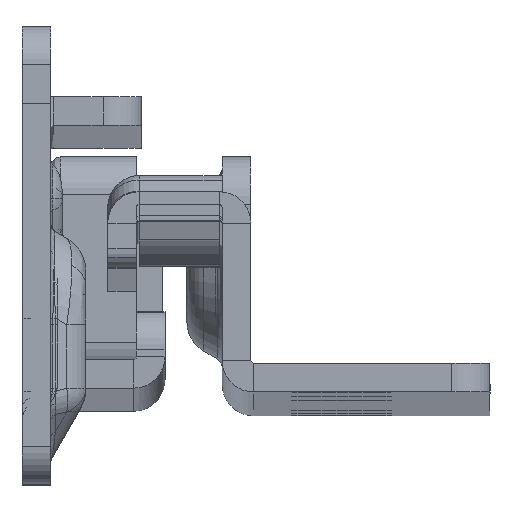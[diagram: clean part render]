
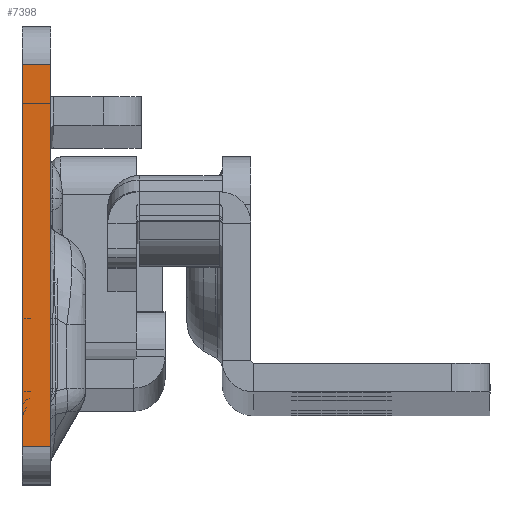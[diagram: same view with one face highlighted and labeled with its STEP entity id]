
A CAD part, top view. The second image highlights one B-rep face of the part: STEP entity #7398.
In plain terms, the highlighted planar face has unit normal (0, 0, 1).
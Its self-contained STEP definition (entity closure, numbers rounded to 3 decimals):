
#557 = VECTOR ( 'NONE', #6991, 1000. ) ;
#922 = VECTOR ( 'NONE', #9879, 1000. ) ;
#1042 = CARTESIAN_POINT ( 'NONE',  ( 0., 18.3, 0. ) ) ;
#1371 = LINE ( 'NONE', #16802, #922 ) ;
#1404 = CARTESIAN_POINT ( 'NONE',  ( -142.194, -21.7, 0. ) ) ;
#2038 = DIRECTION ( 'NONE',  ( 1., 0., 0. ) ) ;
#2310 = EDGE_CURVE ( 'NONE', #3864, #8314, #12897, .T. ) ;
#2553 = AXIS2_PLACEMENT_3D ( 'NONE', #3325, #15692, #2038 ) ;
#2862 = CARTESIAN_POINT ( 'NONE',  ( -3., -21.7, 0. ) ) ;
#3325 = CARTESIAN_POINT ( 'NONE',  ( -3., -29.094, 0. ) ) ;
#3864 = VERTEX_POINT ( 'NONE', #1042 ) ;
#6197 = VERTEX_POINT ( 'NONE', #2862 ) ;
#6200 = CARTESIAN_POINT ( 'NONE',  ( 0., -21.7, 0. ) ) ;
#6991 = DIRECTION ( 'NONE',  ( 1., 0., 0. ) ) ;
#7398 = ADVANCED_FACE ( 'NONE', ( #7520 ), #11748, .T. ) ;
#7464 = EDGE_LOOP ( 'NONE', ( #10240, #13112, #7615, #10456 ) ) ;
#7520 = FACE_OUTER_BOUND ( 'NONE', #7464, .T. ) ;
#7615 = ORIENTED_EDGE ( 'NONE', *, *, #13692, .T. ) ;
#7969 = DIRECTION ( 'NONE',  ( 0., -1., 0. ) ) ;
#8314 = VERTEX_POINT ( 'NONE', #6200 ) ;
#8855 = DIRECTION ( 'NONE',  ( 0., -1., 0. ) ) ;
#8941 = CARTESIAN_POINT ( 'NONE',  ( 0., -29.094, 0. ) ) ;
#9574 = EDGE_CURVE ( 'NONE', #6197, #8314, #10858, .T. ) ;
#9879 = DIRECTION ( 'NONE',  ( 1., 0., 0. ) ) ;
#10064 = CARTESIAN_POINT ( 'NONE',  ( -3., 18.3, 0. ) ) ;
#10240 = ORIENTED_EDGE ( 'NONE', *, *, #2310, .F. ) ;
#10456 = ORIENTED_EDGE ( 'NONE', *, *, #9574, .T. ) ;
#10631 = CARTESIAN_POINT ( 'NONE',  ( -3., -29.094, 0. ) ) ;
#10858 = LINE ( 'NONE', #1404, #557 ) ;
#11748 = PLANE ( 'NONE',  #2553 ) ;
#12897 = LINE ( 'NONE', #8941, #16268 ) ;
#12915 = VECTOR ( 'NONE', #7969, 1000. ) ;
#13112 = ORIENTED_EDGE ( 'NONE', *, *, #13832, .F. ) ;
#13692 = EDGE_CURVE ( 'NONE', #13961, #6197, #17822, .T. ) ;
#13832 = EDGE_CURVE ( 'NONE', #13961, #3864, #1371, .T. ) ;
#13961 = VERTEX_POINT ( 'NONE', #10064 ) ;
#15692 = DIRECTION ( 'NONE',  ( 0., 0., 1. ) ) ;
#16268 = VECTOR ( 'NONE', #8855, 1000. ) ;
#16802 = CARTESIAN_POINT ( 'NONE',  ( -3., 18.3, 0. ) ) ;
#17822 = LINE ( 'NONE', #10631, #12915 ) ;
